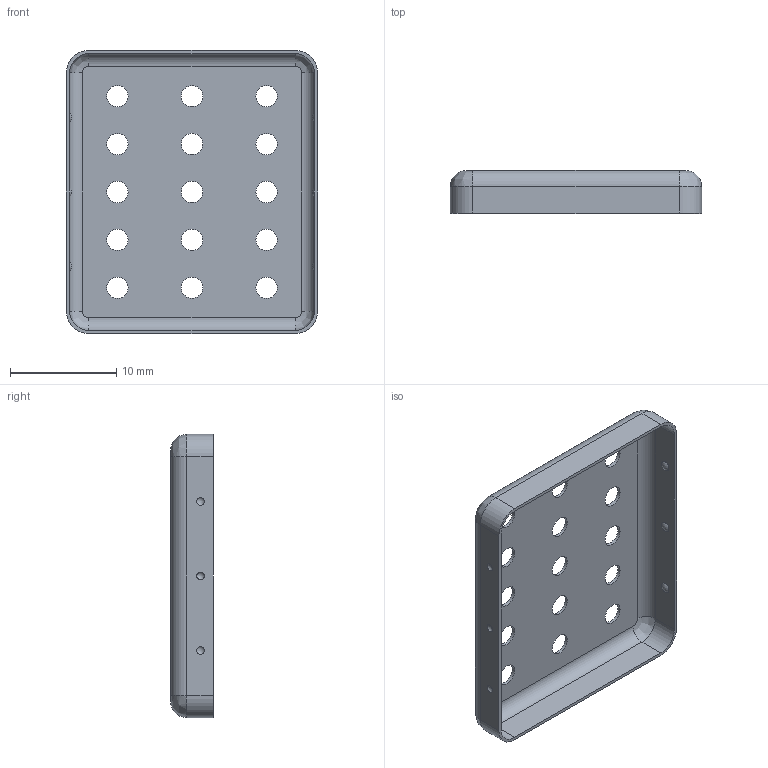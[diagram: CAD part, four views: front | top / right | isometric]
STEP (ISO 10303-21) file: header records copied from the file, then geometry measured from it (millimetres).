
FILE_DESCRIPTION( ( 'Unknown' ), '1' );
FILE_NAME( '3672260.stp', 'Unknown', ( 'Unknown' ), ( 'Unknown' ), 'PSStep 21.0.46', 'Unknown', ' ' );
FILE_SCHEMA( ( 'AUTOMOTIVE_DESIGN { 1 0 10303 214 1 1 1 1 }' ) );
Length unit declared in the file: millimetre
Products named in the file (1): MS260-10C
Bounding box: 23.6 x 4 x 26.6 mm (x, y, z)
Volume: 262.7 mm3; surface area: 1808.8 mm2
Topology: 1 solids, 1 shells, 62 faces, 152 edges, 105 vertices
Faces by surface type: cylinder 31, sphere 12, plane 11, bspline 8
Full cylindrical faces by diameter (mm): 2 x15
Entity records: 2336 total; most frequent: CARTESIAN_POINT 395, DIRECTION 314, ORIENTED_EDGE 244, AXIS2_PLACEMENT_3D 137, EDGE_CURVE 122, EDGE_LOOP 120, VERTEX_POINT 90, CIRCLE 82
